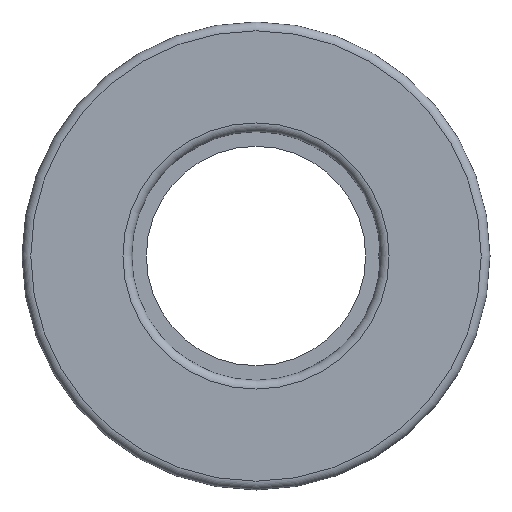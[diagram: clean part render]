
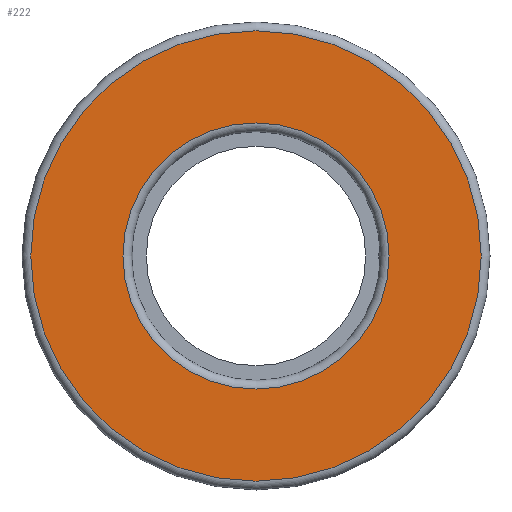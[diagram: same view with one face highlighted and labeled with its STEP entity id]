
A CAD part, front view. The second image highlights one B-rep face of the part: STEP entity #222.
In plain terms, the highlighted planar face has unit normal (0, -1, 0).
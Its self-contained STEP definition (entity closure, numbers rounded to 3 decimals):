
#58=PLANE('',#279);
#74=ORIENTED_EDGE('',*,*,#105,.T.);
#75=ORIENTED_EDGE('',*,*,#104,.F.);
#104=EDGE_CURVE('',#120,#120,#137,.T.);
#105=EDGE_CURVE('',#121,#121,#138,.T.);
#120=VERTEX_POINT('',#407);
#121=VERTEX_POINT('',#410);
#137=CIRCLE('',#278,15.4);
#138=CIRCLE('',#280,9.1);
#155=EDGE_LOOP('',(#74));
#156=EDGE_LOOP('',(#75));
#187=FACE_BOUND('',#155,.T.);
#188=FACE_BOUND('',#156,.T.);
#222=ADVANCED_FACE('',(#187,#188),#58,.T.);
#278=AXIS2_PLACEMENT_3D('',#406,#325,#326);
#279=AXIS2_PLACEMENT_3D('',#408,#327,#328);
#280=AXIS2_PLACEMENT_3D('',#409,#329,#330);
#325=DIRECTION('',(0.,1.,0.));
#326=DIRECTION('',(-1.,0.,0.));
#327=DIRECTION('',(0.,-1.,0.));
#328=DIRECTION('',(1.,0.,0.));
#329=DIRECTION('',(0.,1.,0.));
#330=DIRECTION('',(-1.,0.,0.));
#406=CARTESIAN_POINT('',(0.,0.,0.));
#407=CARTESIAN_POINT('',(-15.4,0.,0.));
#408=CARTESIAN_POINT('',(-15.4,0.,0.));
#409=CARTESIAN_POINT('',(0.,0.,0.));
#410=CARTESIAN_POINT('',(-9.1,0.,0.));
